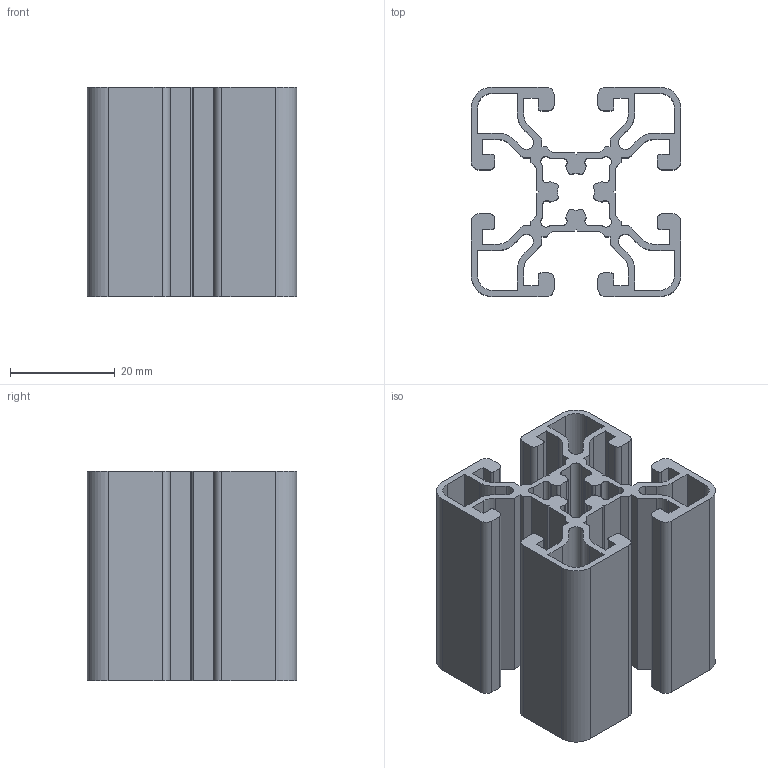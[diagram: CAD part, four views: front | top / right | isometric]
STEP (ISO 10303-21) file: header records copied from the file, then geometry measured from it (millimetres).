
FILE_DESCRIPTION (( 'STEP AP203' ), '1' );
FILE_NAME ('AL-HP8-40-40-XL-JB1387.STEP', '2018-05-28T07:26:55', ( '' ), ( '' ), 'SwSTEP 2.0', 'SolidWorks 2018', '' );
FILE_SCHEMA (( 'CONFIG_CONTROL_DESIGN' ));
Length unit declared in the file: millimetre
Products named in the file (1): AL-HP8-40-40-XL-JB1387
Bounding box: 40 x 40 x 40 mm (x, y, z)
Volume: 18929.7 mm3; surface area: 23855.7 mm2
Topology: 1 solids, 1 shells, 241 faces, 717 edges, 478 vertices
Faces by surface type: plane 146, cylinder 95
Entity records: 8198 total; most frequent: CARTESIAN_POINT 1437, ORIENTED_EDGE 1434, DIRECTION 1391, EDGE_CURVE 717, LINE 527, VECTOR 527, VERTEX_POINT 478, AXIS2_PLACEMENT_3D 432
